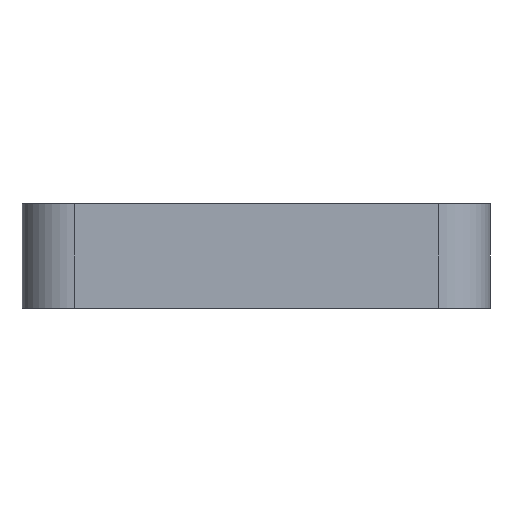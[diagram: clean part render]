
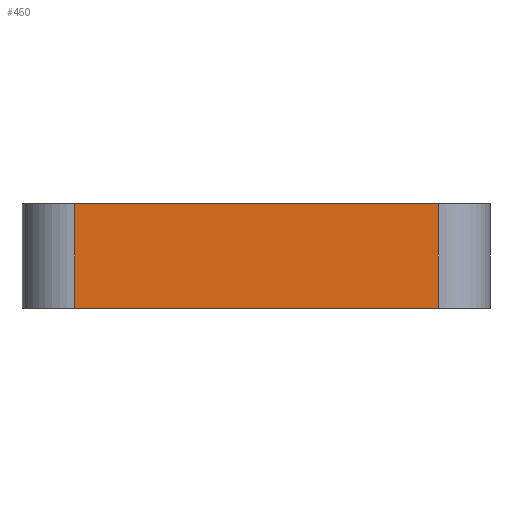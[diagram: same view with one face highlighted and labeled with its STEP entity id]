
A CAD part, front view. The second image highlights one B-rep face of the part: STEP entity #450.
In plain terms, the highlighted planar face has unit normal (0, -1, 0).
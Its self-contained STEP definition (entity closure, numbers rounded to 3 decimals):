
#2 = VECTOR ( 'NONE', #655, 1000. ) ;
#22 = EDGE_CURVE ( 'NONE', #443, #492, #86, .T. ) ;
#43 = LINE ( 'NONE', #312, #127 ) ;
#63 = VERTEX_POINT ( 'NONE', #621 ) ;
#73 = EDGE_CURVE ( 'NONE', #88, #63, #580, .T. ) ;
#86 = LINE ( 'NONE', #468, #2 ) ;
#88 = VERTEX_POINT ( 'NONE', #679 ) ;
#102 = ORIENTED_EDGE ( 'NONE', *, *, #706, .F. ) ;
#127 = VECTOR ( 'NONE', #222, 1000. ) ;
#222 = DIRECTION ( 'NONE',  ( 0., 0., -1. ) ) ;
#225 = VECTOR ( 'NONE', #530, 1000. ) ;
#235 = CARTESIAN_POINT ( 'NONE',  ( 14.596, -11.43, 3. ) ) ;
#242 = LINE ( 'NONE', #599, #225 ) ;
#271 = EDGE_CURVE ( 'NONE', #443, #88, #242, .T. ) ;
#287 = EDGE_LOOP ( 'NONE', ( #535, #102, #463, #349 ) ) ;
#312 = CARTESIAN_POINT ( 'NONE',  ( 14.596, -11.43, 3. ) ) ;
#349 = ORIENTED_EDGE ( 'NONE', *, *, #271, .T. ) ;
#355 = VECTOR ( 'NONE', #543, 1000. ) ;
#443 = VERTEX_POINT ( 'NONE', #527 ) ;
#450 = ADVANCED_FACE ( 'NONE', ( #630 ), #526, .F. ) ;
#463 = ORIENTED_EDGE ( 'NONE', *, *, #22, .F. ) ;
#468 = CARTESIAN_POINT ( 'NONE',  ( 0., -11.43, 3. ) ) ;
#492 = VERTEX_POINT ( 'NONE', #235 ) ;
#518 = DIRECTION ( 'NONE',  ( 0., 0., 1. ) ) ;
#519 = DIRECTION ( 'NONE',  ( 0., 1., 0. ) ) ;
#526 = PLANE ( 'NONE',  #693 ) ;
#527 = CARTESIAN_POINT ( 'NONE',  ( -6.397, -11.43, 3. ) ) ;
#530 = DIRECTION ( 'NONE',  ( 0., 0., -1. ) ) ;
#533 = CARTESIAN_POINT ( 'NONE',  ( 0., -11.43, 3. ) ) ;
#535 = ORIENTED_EDGE ( 'NONE', *, *, #73, .T. ) ;
#543 = DIRECTION ( 'NONE',  ( 1., 0., 0. ) ) ;
#580 = LINE ( 'NONE', #689, #355 ) ;
#599 = CARTESIAN_POINT ( 'NONE',  ( -6.397, -11.43, 3. ) ) ;
#621 = CARTESIAN_POINT ( 'NONE',  ( 14.596, -11.43, -3. ) ) ;
#630 = FACE_OUTER_BOUND ( 'NONE', #287, .T. ) ;
#655 = DIRECTION ( 'NONE',  ( 1., 0., 0. ) ) ;
#679 = CARTESIAN_POINT ( 'NONE',  ( -6.397, -11.43, -3. ) ) ;
#689 = CARTESIAN_POINT ( 'NONE',  ( 0., -11.43, -3. ) ) ;
#693 = AXIS2_PLACEMENT_3D ( 'NONE', #533, #519, #518 ) ;
#706 = EDGE_CURVE ( 'NONE', #492, #63, #43, .T. ) ;
